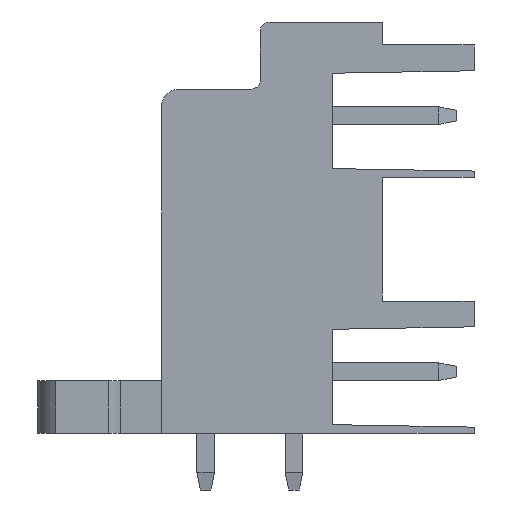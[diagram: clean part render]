
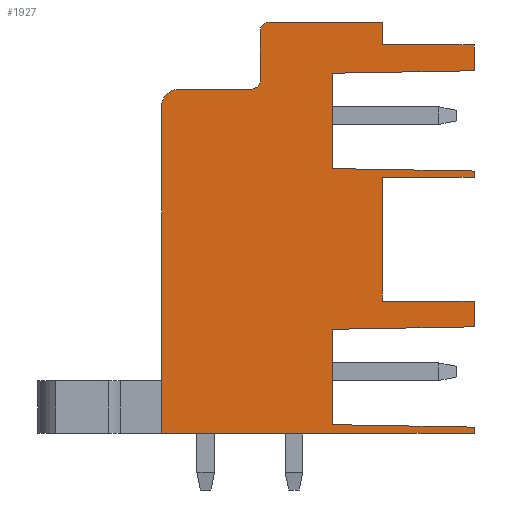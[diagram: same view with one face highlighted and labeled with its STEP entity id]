
A CAD part, left-side view. The second image highlights one B-rep face of the part: STEP entity #1927.
In plain terms, the highlighted planar face has unit normal (-1, 0, 0).
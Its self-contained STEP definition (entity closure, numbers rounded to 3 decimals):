
#1008=AXIS2_PLACEMENT_3D('Circle Axis2P3D',#1006,#1007,$) ;
#1070=AXIS2_PLACEMENT_3D('Circle Axis2P3D',#1068,#1069,$) ;
#1132=AXIS2_PLACEMENT_3D('Circle Axis2P3D',#1130,#1131,$) ;
#1900=AXIS2_PLACEMENT_3D('Plane Axis2P3D',#1897,#1898,#1899) ;
#49=CARTESIAN_POINT('Vertex',(0.,0.,3.56)) ;
#52=CARTESIAN_POINT('Line Origine',(0.,0.,3.38)) ;
#56=CARTESIAN_POINT('Vertex',(0.,0.,3.2)) ;
#87=CARTESIAN_POINT('Vertex',(0.,8.,3.7)) ;
#90=CARTESIAN_POINT('Line Origine',(0.,4.,3.63)) ;
#118=CARTESIAN_POINT('Vertex',(0.,8.,9.1)) ;
#121=CARTESIAN_POINT('Line Origine',(0.,8.,6.4)) ;
#387=CARTESIAN_POINT('Vertex',(0.,0.,9.24)) ;
#390=CARTESIAN_POINT('Line Origine',(0.,4.,9.17)) ;
#413=CARTESIAN_POINT('Vertex',(0.,0.,10.7)) ;
#416=CARTESIAN_POINT('Line Origine',(0.,0.,9.97)) ;
#444=CARTESIAN_POINT('Vertex',(0.,5.2,10.7)) ;
#447=CARTESIAN_POINT('Line Origine',(0.,2.6,10.7)) ;
#475=CARTESIAN_POINT('Vertex',(0.,5.2,17.7)) ;
#478=CARTESIAN_POINT('Line Origine',(0.,5.2,14.2)) ;
#506=CARTESIAN_POINT('Vertex',(0.,0.,17.7)) ;
#509=CARTESIAN_POINT('Line Origine',(0.,2.6,17.7)) ;
#532=CARTESIAN_POINT('Vertex',(0.,0.,18.06)) ;
#535=CARTESIAN_POINT('Line Origine',(0.,0.,17.88)) ;
#563=CARTESIAN_POINT('Vertex',(0.,8.,18.2)) ;
#566=CARTESIAN_POINT('Line Origine',(0.,4.,18.13)) ;
#589=CARTESIAN_POINT('Vertex',(0.,8.,23.6)) ;
#592=CARTESIAN_POINT('Line Origine',(0.,8.,20.9)) ;
#858=CARTESIAN_POINT('Vertex',(0.,0.,23.74)) ;
#861=CARTESIAN_POINT('Line Origine',(0.,4.,23.67)) ;
#884=CARTESIAN_POINT('Vertex',(0.,0.,25.2)) ;
#887=CARTESIAN_POINT('Line Origine',(0.,0.,24.47)) ;
#915=CARTESIAN_POINT('Vertex',(0.,5.2,25.2)) ;
#918=CARTESIAN_POINT('Line Origine',(0.,2.6,25.2)) ;
#941=CARTESIAN_POINT('Vertex',(0.,5.2,26.5)) ;
#944=CARTESIAN_POINT('Line Origine',(0.,5.2,25.85)) ;
#972=CARTESIAN_POINT('Vertex',(0.,11.6,26.5)) ;
#975=CARTESIAN_POINT('Line Origine',(0.,8.4,26.5)) ;
#1003=CARTESIAN_POINT('Vertex',(0.,12.1,26.)) ;
#1006=CARTESIAN_POINT('Axis2P3D Location',(0.,11.6,26.)) ;
#1034=CARTESIAN_POINT('Vertex',(0.,12.1,23.2)) ;
#1037=CARTESIAN_POINT('Line Origine',(0.,12.1,24.6)) ;
#1065=CARTESIAN_POINT('Vertex',(0.,12.6,22.7)) ;
#1068=CARTESIAN_POINT('Axis2P3D Location',(0.,12.6,23.2)) ;
#1096=CARTESIAN_POINT('Vertex',(0.,16.7,22.7)) ;
#1099=CARTESIAN_POINT('Line Origine',(0.,14.65,22.7)) ;
#1127=CARTESIAN_POINT('Vertex',(0.,17.7,21.7)) ;
#1130=CARTESIAN_POINT('Axis2P3D Location',(0.,16.7,21.7)) ;
#1181=CARTESIAN_POINT('Vertex',(0.,17.7,3.2)) ;
#1184=CARTESIAN_POINT('Line Origine',(0.,17.7,12.45)) ;
#1247=CARTESIAN_POINT('Line Origine',(0.,8.85,3.2)) ;
#1897=CARTESIAN_POINT('Axis2P3D Location',(0.,0.,0.)) ;
#53=DIRECTION('Vector Direction',(0.,0.,-1.)) ;
#91=DIRECTION('Vector Direction',(0.,-1.,-0.017)) ;
#122=DIRECTION('Vector Direction',(0.,0.,-1.)) ;
#391=DIRECTION('Vector Direction',(0.,1.,-0.017)) ;
#417=DIRECTION('Vector Direction',(0.,0.,-1.)) ;
#448=DIRECTION('Vector Direction',(0.,-1.,0.)) ;
#479=DIRECTION('Vector Direction',(0.,0.,-1.)) ;
#510=DIRECTION('Vector Direction',(0.,1.,0.)) ;
#536=DIRECTION('Vector Direction',(0.,0.,-1.)) ;
#567=DIRECTION('Vector Direction',(0.,-1.,-0.017)) ;
#593=DIRECTION('Vector Direction',(0.,0.,-1.)) ;
#862=DIRECTION('Vector Direction',(0.,1.,-0.017)) ;
#888=DIRECTION('Vector Direction',(0.,0.,-1.)) ;
#919=DIRECTION('Vector Direction',(0.,-1.,0.)) ;
#945=DIRECTION('Vector Direction',(0.,0.,-1.)) ;
#976=DIRECTION('Vector Direction',(0.,-1.,0.)) ;
#1007=DIRECTION('Axis2P3D Direction',(-1.,0.,0.)) ;
#1038=DIRECTION('Vector Direction',(0.,0.,1.)) ;
#1069=DIRECTION('Axis2P3D Direction',(-1.,0.,0.)) ;
#1100=DIRECTION('Vector Direction',(0.,-1.,0.)) ;
#1131=DIRECTION('Axis2P3D Direction',(-1.,0.,0.)) ;
#1185=DIRECTION('Vector Direction',(0.,0.,1.)) ;
#1248=DIRECTION('Vector Direction',(0.,1.,0.)) ;
#1898=DIRECTION('Axis2P3D Direction',(-1.,0.,0.)) ;
#1899=DIRECTION('Axis2P3D XDirection',(0.,-1.,0.)) ;
#54=VECTOR('Line Direction',#53,1.) ;
#92=VECTOR('Line Direction',#91,1.) ;
#123=VECTOR('Line Direction',#122,1.) ;
#392=VECTOR('Line Direction',#391,1.) ;
#418=VECTOR('Line Direction',#417,1.) ;
#449=VECTOR('Line Direction',#448,1.) ;
#480=VECTOR('Line Direction',#479,1.) ;
#511=VECTOR('Line Direction',#510,1.) ;
#537=VECTOR('Line Direction',#536,1.) ;
#568=VECTOR('Line Direction',#567,1.) ;
#594=VECTOR('Line Direction',#593,1.) ;
#863=VECTOR('Line Direction',#862,1.) ;
#889=VECTOR('Line Direction',#888,1.) ;
#920=VECTOR('Line Direction',#919,1.) ;
#946=VECTOR('Line Direction',#945,1.) ;
#977=VECTOR('Line Direction',#976,1.) ;
#1039=VECTOR('Line Direction',#1038,1.) ;
#1101=VECTOR('Line Direction',#1100,1.) ;
#1186=VECTOR('Line Direction',#1185,1.) ;
#1249=VECTOR('Line Direction',#1248,1.) ;
#1903=ORIENTED_EDGE('',*,*,#58,.T.) ;
#1904=ORIENTED_EDGE('',*,*,#94,.T.) ;
#1905=ORIENTED_EDGE('',*,*,#125,.T.) ;
#1906=ORIENTED_EDGE('',*,*,#394,.T.) ;
#1907=ORIENTED_EDGE('',*,*,#420,.T.) ;
#1908=ORIENTED_EDGE('',*,*,#451,.T.) ;
#1909=ORIENTED_EDGE('',*,*,#482,.T.) ;
#1910=ORIENTED_EDGE('',*,*,#513,.T.) ;
#1911=ORIENTED_EDGE('',*,*,#539,.T.) ;
#1912=ORIENTED_EDGE('',*,*,#570,.T.) ;
#1913=ORIENTED_EDGE('',*,*,#596,.T.) ;
#1914=ORIENTED_EDGE('',*,*,#865,.T.) ;
#1915=ORIENTED_EDGE('',*,*,#891,.T.) ;
#1916=ORIENTED_EDGE('',*,*,#922,.T.) ;
#1917=ORIENTED_EDGE('',*,*,#948,.T.) ;
#1918=ORIENTED_EDGE('',*,*,#979,.T.) ;
#1919=ORIENTED_EDGE('',*,*,#1010,.T.) ;
#1920=ORIENTED_EDGE('',*,*,#1041,.T.) ;
#1921=ORIENTED_EDGE('',*,*,#1072,.T.) ;
#1922=ORIENTED_EDGE('',*,*,#1103,.T.) ;
#1923=ORIENTED_EDGE('',*,*,#1134,.T.) ;
#1924=ORIENTED_EDGE('',*,*,#1188,.T.) ;
#1925=ORIENTED_EDGE('',*,*,#1251,.T.) ;
#1927=ADVANCED_FACE('Housing',(#1926),#1901,.T.) ;
#1009=CIRCLE('generated circle',#1008,0.5) ;
#1071=CIRCLE('generated circle',#1070,0.5) ;
#1133=CIRCLE('generated circle',#1132,1.) ;
#58=EDGE_CURVE('',#57,#50,#55,.F.) ;
#94=EDGE_CURVE('',#50,#88,#93,.F.) ;
#125=EDGE_CURVE('',#88,#119,#124,.F.) ;
#394=EDGE_CURVE('',#119,#388,#393,.F.) ;
#420=EDGE_CURVE('',#388,#414,#419,.F.) ;
#451=EDGE_CURVE('',#414,#445,#450,.F.) ;
#482=EDGE_CURVE('',#445,#476,#481,.F.) ;
#513=EDGE_CURVE('',#476,#507,#512,.F.) ;
#539=EDGE_CURVE('',#507,#533,#538,.F.) ;
#570=EDGE_CURVE('',#533,#564,#569,.F.) ;
#596=EDGE_CURVE('',#564,#590,#595,.F.) ;
#865=EDGE_CURVE('',#590,#859,#864,.F.) ;
#891=EDGE_CURVE('',#859,#885,#890,.F.) ;
#922=EDGE_CURVE('',#885,#916,#921,.F.) ;
#948=EDGE_CURVE('',#916,#942,#947,.F.) ;
#979=EDGE_CURVE('',#942,#973,#978,.F.) ;
#1010=EDGE_CURVE('',#973,#1004,#1009,.T.) ;
#1041=EDGE_CURVE('',#1004,#1035,#1040,.F.) ;
#1072=EDGE_CURVE('',#1035,#1066,#1071,.F.) ;
#1103=EDGE_CURVE('',#1066,#1097,#1102,.F.) ;
#1134=EDGE_CURVE('',#1097,#1128,#1133,.T.) ;
#1188=EDGE_CURVE('',#1128,#1182,#1187,.F.) ;
#1251=EDGE_CURVE('',#1182,#57,#1250,.F.) ;
#1902=EDGE_LOOP('',(#1903,#1904,#1905,#1906,#1907,#1908,#1909,#1910,#1911,#1912,#1913,#1914,#1915,#1916,#1917,#1918,#1919,#1920,#1921,#1922,#1923,#1924,#1925)) ;
#1926=FACE_OUTER_BOUND('',#1902,.T.) ;
#55=LINE('Line',#52,#54) ;
#93=LINE('Line',#90,#92) ;
#124=LINE('Line',#121,#123) ;
#393=LINE('Line',#390,#392) ;
#419=LINE('Line',#416,#418) ;
#450=LINE('Line',#447,#449) ;
#481=LINE('Line',#478,#480) ;
#512=LINE('Line',#509,#511) ;
#538=LINE('Line',#535,#537) ;
#569=LINE('Line',#566,#568) ;
#595=LINE('Line',#592,#594) ;
#864=LINE('Line',#861,#863) ;
#890=LINE('Line',#887,#889) ;
#921=LINE('Line',#918,#920) ;
#947=LINE('Line',#944,#946) ;
#978=LINE('Line',#975,#977) ;
#1040=LINE('Line',#1037,#1039) ;
#1102=LINE('Line',#1099,#1101) ;
#1187=LINE('Line',#1184,#1186) ;
#1250=LINE('Line',#1247,#1249) ;
#1901=PLANE('',#1900) ;
#50=VERTEX_POINT('',#49) ;
#57=VERTEX_POINT('',#56) ;
#88=VERTEX_POINT('',#87) ;
#119=VERTEX_POINT('',#118) ;
#388=VERTEX_POINT('',#387) ;
#414=VERTEX_POINT('',#413) ;
#445=VERTEX_POINT('',#444) ;
#476=VERTEX_POINT('',#475) ;
#507=VERTEX_POINT('',#506) ;
#533=VERTEX_POINT('',#532) ;
#564=VERTEX_POINT('',#563) ;
#590=VERTEX_POINT('',#589) ;
#859=VERTEX_POINT('',#858) ;
#885=VERTEX_POINT('',#884) ;
#916=VERTEX_POINT('',#915) ;
#942=VERTEX_POINT('',#941) ;
#973=VERTEX_POINT('',#972) ;
#1004=VERTEX_POINT('',#1003) ;
#1035=VERTEX_POINT('',#1034) ;
#1066=VERTEX_POINT('',#1065) ;
#1097=VERTEX_POINT('',#1096) ;
#1128=VERTEX_POINT('',#1127) ;
#1182=VERTEX_POINT('',#1181) ;
